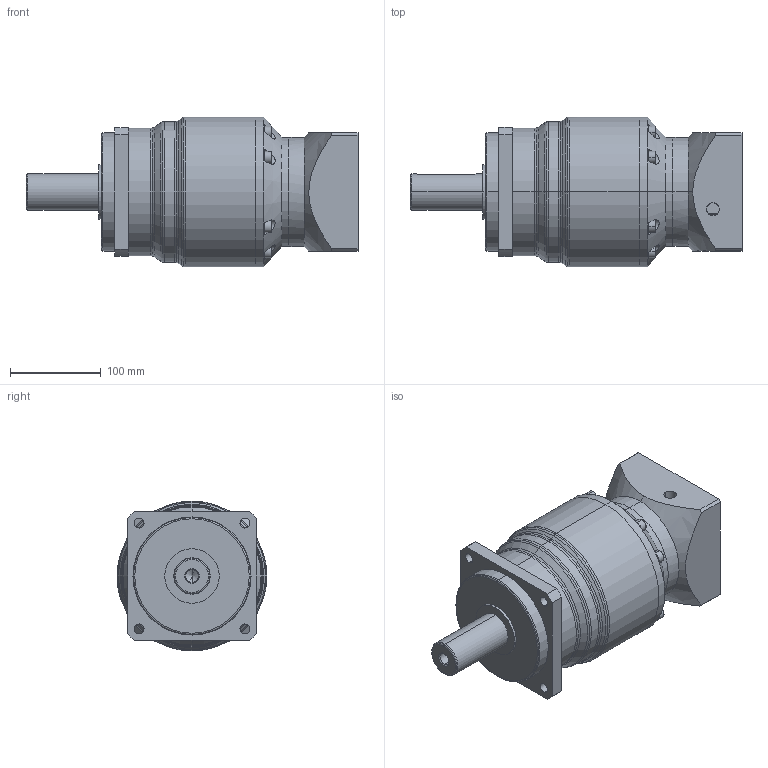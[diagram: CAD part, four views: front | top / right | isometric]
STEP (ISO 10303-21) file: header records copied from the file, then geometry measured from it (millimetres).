
FILE_DESCRIPTION((''),'2;1');
FILE_NAME('00_ASM','2022-06-10T15:19:01',('Administrator'),(''),'CREO PARAMETRIC BY PTC INC, 2019010','CREO PARAMETRIC BY PTC INC, 2019010','');
FILE_SCHEMA(('CONFIG_CONTROL_DESIGN'));
Products named in the file (4): 100; 20001; 400; 00_ASM
Assembly tree (3 placements, depth 2):
  00_ASM
    100
    20001
    400
Bounding box: 365.5 x 165 x 165 mm (x, y, z)
Volume: 4802644.4 mm3; surface area: 302987.1 mm2
Topology: 3 solids, 3 shells, 643 faces, 1668 edges, 1082 vertices
Faces by surface type: plane 274, bspline 127, cylinder 125, torus 72, cone 28, extrusion 17
Entity records: 48325 total; most frequent: CARTESIAN_POINT 33044, ORIENTED_EDGE 3316, DIRECTION 2890, EDGE_CURVE 1658, VERTEX_POINT 1082, AXIS2_PLACEMENT_3D 1044, VECTOR 802, LINE 785
